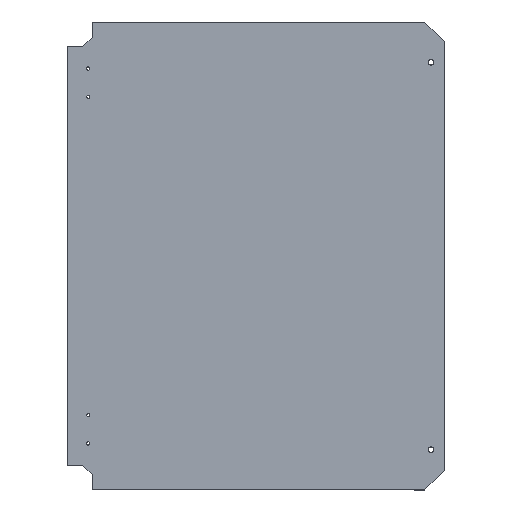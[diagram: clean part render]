
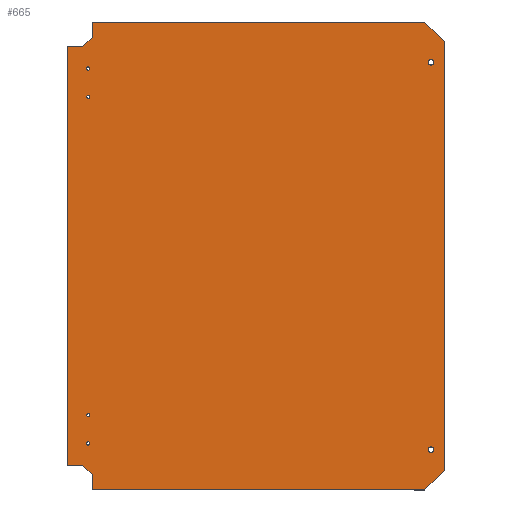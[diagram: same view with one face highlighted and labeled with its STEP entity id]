
A CAD part, top view. The second image highlights one B-rep face of the part: STEP entity #665.
In plain terms, the highlighted planar face has unit normal (0, 0, 1).
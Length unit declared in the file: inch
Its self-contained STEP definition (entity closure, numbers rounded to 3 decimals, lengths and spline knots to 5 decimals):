
#66=CARTESIAN_POINT('',(7.81495,8.5095,0.04));
#67=VERTEX_POINT('',#66);
#68=CARTESIAN_POINT('',(7.68995,8.5095,0.04));
#69=DIRECTION('',(0.0,0.0,-1.0));
#70=DIRECTION('',(-1.0,0.0,0.0));
#71=AXIS2_PLACEMENT_3D('',#68,#69,#70);
#72=CIRCLE('',#71,0.125);
#73=EDGE_CURVE('',#67,#67,#72,.T.);
#94=CARTESIAN_POINT('',(7.81495,-8.5095,0.04));
#95=VERTEX_POINT('',#94);
#96=CARTESIAN_POINT('',(7.68995,-8.5095,0.04));
#97=DIRECTION('',(0.0,0.0,-1.0));
#98=DIRECTION('',(-1.0,0.0,0.0));
#99=AXIS2_PLACEMENT_3D('',#96,#97,#98);
#100=CIRCLE('',#99,0.125);
#101=EDGE_CURVE('',#95,#95,#100,.T.);
#122=CARTESIAN_POINT('',(-7.30025,8.2378,0.04));
#123=VERTEX_POINT('',#122);
#124=CARTESIAN_POINT('',(-7.37025,8.2378,0.04));
#125=DIRECTION('',(0.0,0.0,-1.0));
#126=DIRECTION('',(-1.0,0.0,0.0));
#127=AXIS2_PLACEMENT_3D('',#124,#125,#126);
#128=CIRCLE('',#127,0.07);
#129=EDGE_CURVE('',#123,#123,#128,.T.);
#150=CARTESIAN_POINT('',(-7.30025,6.9878,0.04));
#151=VERTEX_POINT('',#150);
#152=CARTESIAN_POINT('',(-7.37025,6.9878,0.04));
#153=DIRECTION('',(0.0,0.0,-1.0));
#154=DIRECTION('',(-1.0,0.0,0.0));
#155=AXIS2_PLACEMENT_3D('',#152,#153,#154);
#156=CIRCLE('',#155,0.07);
#157=EDGE_CURVE('',#151,#151,#156,.T.);
#178=CARTESIAN_POINT('',(-7.30025,-6.9878,0.04));
#179=VERTEX_POINT('',#178);
#180=CARTESIAN_POINT('',(-7.37025,-6.9878,0.04));
#181=DIRECTION('',(0.0,0.0,-1.0));
#182=DIRECTION('',(-1.0,0.0,0.0));
#183=AXIS2_PLACEMENT_3D('',#180,#181,#182);
#184=CIRCLE('',#183,0.07);
#185=EDGE_CURVE('',#179,#179,#184,.T.);
#206=CARTESIAN_POINT('',(-7.30025,-8.2378,0.04));
#207=VERTEX_POINT('',#206);
#208=CARTESIAN_POINT('',(-7.37025,-8.2378,0.04));
#209=DIRECTION('',(0.0,0.0,-1.0));
#210=DIRECTION('',(-1.0,0.0,0.0));
#211=AXIS2_PLACEMENT_3D('',#208,#209,#210);
#212=CIRCLE('',#211,0.07);
#213=EDGE_CURVE('',#207,#207,#212,.T.);
#345=CARTESIAN_POINT('',(7.41375,10.28125,0.04));
#346=VERTEX_POINT('',#345);
#347=CARTESIAN_POINT('',(8.28125,9.41375,0.04));
#348=VERTEX_POINT('',#347);
#349=CARTESIAN_POINT('',(7.41375,10.28125,0.04));
#350=DIRECTION('',(0.707,-0.707,0.0));
#351=VECTOR('',#350,1.22683);
#352=LINE('',#349,#351);
#353=EDGE_CURVE('',#346,#348,#352,.T.);
#376=CARTESIAN_POINT('',(8.28125,-9.41375,0.04));
#377=VERTEX_POINT('',#376);
#378=CARTESIAN_POINT('',(8.28125,9.41375,0.04));
#379=DIRECTION('',(0.0,-1.0,0.0));
#380=VECTOR('',#379,18.8275);
#381=LINE('',#378,#380);
#382=EDGE_CURVE('',#348,#377,#381,.T.);
#400=CARTESIAN_POINT('',(7.41375,-10.28125,0.04));
#401=VERTEX_POINT('',#400);
#402=CARTESIAN_POINT('',(8.28125,-9.41375,0.04));
#403=DIRECTION('',(-0.707,-0.707,0.0));
#404=VECTOR('',#403,1.22683);
#405=LINE('',#402,#404);
#406=EDGE_CURVE('',#377,#401,#405,.T.);
#424=CARTESIAN_POINT('',(-7.19125,-10.28125,0.04));
#425=VERTEX_POINT('',#424);
#426=CARTESIAN_POINT('',(7.41375,-10.28125,0.04));
#427=DIRECTION('',(-1.0,0.0,0.0));
#428=VECTOR('',#427,14.605);
#429=LINE('',#426,#428);
#430=EDGE_CURVE('',#401,#425,#429,.T.);
#448=CARTESIAN_POINT('',(-7.19125,-9.62125,0.04));
#449=VERTEX_POINT('',#448);
#450=CARTESIAN_POINT('',(-7.19125,-10.28125,0.04));
#451=DIRECTION('',(0.0,1.0,0.0));
#452=VECTOR('',#451,0.66);
#453=LINE('',#450,#452);
#454=EDGE_CURVE('',#425,#449,#453,.T.);
#472=CARTESIAN_POINT('',(-7.62125,-9.19125,0.04));
#473=VERTEX_POINT('',#472);
#474=CARTESIAN_POINT('',(-7.19125,-9.62125,0.04));
#475=DIRECTION('',(-0.707,0.707,0.0));
#476=VECTOR('',#475,0.60811);
#477=LINE('',#474,#476);
#478=EDGE_CURVE('',#449,#473,#477,.T.);
#496=CARTESIAN_POINT('',(-8.28125,-9.19125,0.04));
#497=VERTEX_POINT('',#496);
#498=CARTESIAN_POINT('',(-7.62125,-9.19125,0.04));
#499=DIRECTION('',(-1.0,0.0,0.0));
#500=VECTOR('',#499,0.66);
#501=LINE('',#498,#500);
#502=EDGE_CURVE('',#473,#497,#501,.T.);
#520=CARTESIAN_POINT('',(-8.28125,9.19125,0.04));
#521=VERTEX_POINT('',#520);
#522=CARTESIAN_POINT('',(-8.28125,-9.19125,0.04));
#523=DIRECTION('',(0.0,1.0,0.0));
#524=VECTOR('',#523,18.3825);
#525=LINE('',#522,#524);
#526=EDGE_CURVE('',#497,#521,#525,.T.);
#544=CARTESIAN_POINT('',(-7.62125,9.19125,0.04));
#545=VERTEX_POINT('',#544);
#546=CARTESIAN_POINT('',(-8.28125,9.19125,0.04));
#547=DIRECTION('',(1.0,0.0,0.0));
#548=VECTOR('',#547,0.66);
#549=LINE('',#546,#548);
#550=EDGE_CURVE('',#521,#545,#549,.T.);
#568=CARTESIAN_POINT('',(-7.19125,9.62125,0.04));
#569=VERTEX_POINT('',#568);
#570=CARTESIAN_POINT('',(-7.62125,9.19125,0.04));
#571=DIRECTION('',(0.707,0.707,0.0));
#572=VECTOR('',#571,0.60811);
#573=LINE('',#570,#572);
#574=EDGE_CURVE('',#545,#569,#573,.T.);
#592=CARTESIAN_POINT('',(-7.19125,10.28125,0.04));
#593=VERTEX_POINT('',#592);
#594=CARTESIAN_POINT('',(-7.19125,9.62125,0.04));
#595=DIRECTION('',(0.0,1.0,0.0));
#596=VECTOR('',#595,0.66);
#597=LINE('',#594,#596);
#598=EDGE_CURVE('',#569,#593,#597,.T.);
#616=CARTESIAN_POINT('',(-7.19125,10.28125,0.04));
#617=DIRECTION('',(1.0,0.0,0.0));
#618=VECTOR('',#617,14.605);
#619=LINE('',#616,#618);
#620=EDGE_CURVE('',#593,#346,#619,.T.);
#628=CARTESIAN_POINT('',(-0.03858,0.,0.04));
#629=DIRECTION('',(0.0,0.0,1.0));
#630=DIRECTION('',(1.0,0.0,0.0));
#631=AXIS2_PLACEMENT_3D('',#628,#629,#630);
#632=PLANE('',#631);
#633=ORIENTED_EDGE('',*,*,#353,.F.);
#634=ORIENTED_EDGE('',*,*,#620,.F.);
#635=ORIENTED_EDGE('',*,*,#598,.F.);
#636=ORIENTED_EDGE('',*,*,#574,.F.);
#637=ORIENTED_EDGE('',*,*,#550,.F.);
#638=ORIENTED_EDGE('',*,*,#526,.F.);
#639=ORIENTED_EDGE('',*,*,#502,.F.);
#640=ORIENTED_EDGE('',*,*,#478,.F.);
#641=ORIENTED_EDGE('',*,*,#454,.F.);
#642=ORIENTED_EDGE('',*,*,#430,.F.);
#643=ORIENTED_EDGE('',*,*,#406,.F.);
#644=ORIENTED_EDGE('',*,*,#382,.F.);
#645=EDGE_LOOP('',(#633,#634,#635,#636,#637,#638,#639,#640,#641,#642,#643,#644));
#646=FACE_OUTER_BOUND('',#645,.T.);
#647=ORIENTED_EDGE('',*,*,#73,.T.);
#648=EDGE_LOOP('',(#647));
#649=FACE_BOUND('',#648,.T.);
#650=ORIENTED_EDGE('',*,*,#101,.T.);
#651=EDGE_LOOP('',(#650));
#652=FACE_BOUND('',#651,.T.);
#653=ORIENTED_EDGE('',*,*,#129,.T.);
#654=EDGE_LOOP('',(#653));
#655=FACE_BOUND('',#654,.T.);
#656=ORIENTED_EDGE('',*,*,#157,.T.);
#657=EDGE_LOOP('',(#656));
#658=FACE_BOUND('',#657,.T.);
#659=ORIENTED_EDGE('',*,*,#185,.T.);
#660=EDGE_LOOP('',(#659));
#661=FACE_BOUND('',#660,.T.);
#662=ORIENTED_EDGE('',*,*,#213,.T.);
#663=EDGE_LOOP('',(#662));
#664=FACE_BOUND('',#663,.T.);
#665=ADVANCED_FACE('',(#646,#649,#652,#655,#658,#661,#664),#632,.T.);
